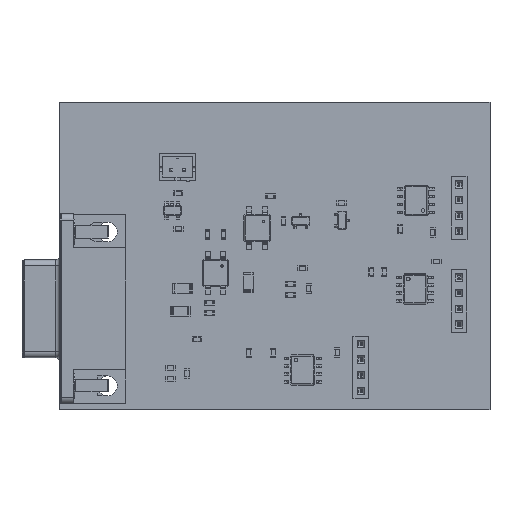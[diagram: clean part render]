
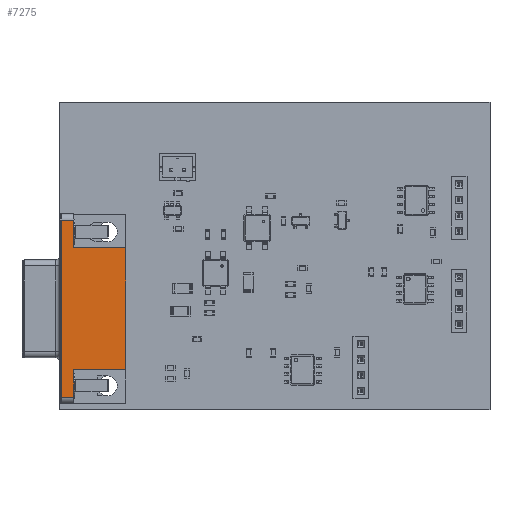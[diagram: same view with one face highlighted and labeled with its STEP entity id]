
A CAD part, top view. The second image highlights one B-rep face of the part: STEP entity #7275.
In plain terms, the highlighted planar face has unit normal (0, 0, 1).
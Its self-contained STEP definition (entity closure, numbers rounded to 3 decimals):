
#4587 = PLANE('',#4588);
#4588 = AXIS2_PLACEMENT_3D('',#4589,#4590,#4591);
#4589 = CARTESIAN_POINT('',(9.86,-7.68,12.5));
#4590 = DIRECTION('',(0.,0.,-1.));
#4591 = DIRECTION('',(-1.,0.,0.));
#5589 = VERTEX_POINT('',#5590);
#5590 = CARTESIAN_POINT('',(-19.94,-7.78,12.5));
#5626 = CYLINDRICAL_SURFACE('',#5627,1.);
#5627 = AXIS2_PLACEMENT_3D('',#5628,#5629,#5630);
#5628 = CARTESIAN_POINT('',(-19.94,-7.78,11.5));
#5629 = DIRECTION('',(0.,1.,0.));
#5630 = DIRECTION('',(0.,0.,1.));
#5698 = EDGE_CURVE('',#5699,#5589,#5701,.T.);
#5699 = VERTEX_POINT('',#5700);
#5700 = CARTESIAN_POINT('',(8.86,-7.78,12.5));
#5701 = SURFACE_CURVE('',#5702,(#5706,#5713),.PCURVE_S1.);
#5702 = LINE('',#5703,#5704);
#5703 = CARTESIAN_POINT('',(9.86,-7.78,12.5));
#5704 = VECTOR('',#5705,1.);
#5705 = DIRECTION('',(-1.,0.,0.));
#5706 = PCURVE('',#4587,#5707);
#5707 = DEFINITIONAL_REPRESENTATION('',(#5708),#5712);
#5708 = LINE('',#5709,#5710);
#5709 = CARTESIAN_POINT('',(0.,-0.1));
#5710 = VECTOR('',#5711,1.);
#5711 = DIRECTION('',(1.,0.));
#5712 = ( GEOMETRIC_REPRESENTATION_CONTEXT(2) 
PARAMETRIC_REPRESENTATION_CONTEXT() REPRESENTATION_CONTEXT('2D SPACE',''
  ) );
#5713 = PCURVE('',#5714,#5719);
#5714 = PLANE('',#5715);
#5715 = AXIS2_PLACEMENT_3D('',#5716,#5717,#5718);
#5716 = CARTESIAN_POINT('',(9.86,-7.78,12.5));
#5717 = DIRECTION('',(0.,0.,1.));
#5718 = DIRECTION('',(-1.,0.,0.));
#5719 = DEFINITIONAL_REPRESENTATION('',(#5720),#5724);
#5720 = LINE('',#5721,#5722);
#5721 = CARTESIAN_POINT('',(0.,0.));
#5722 = VECTOR('',#5723,1.);
#5723 = DIRECTION('',(1.,0.));
#5724 = ( GEOMETRIC_REPRESENTATION_CONTEXT(2) 
PARAMETRIC_REPRESENTATION_CONTEXT() REPRESENTATION_CONTEXT('2D SPACE',''
  ) );
#5767 = CYLINDRICAL_SURFACE('',#5768,1.);
#5768 = AXIS2_PLACEMENT_3D('',#5769,#5770,#5771);
#5769 = CARTESIAN_POINT('',(8.86,-7.78,11.5));
#5770 = DIRECTION('',(0.,1.,0.));
#5771 = DIRECTION('',(0.,0.,1.));
#6380 = PLANE('',#6381);
#6381 = AXIS2_PLACEMENT_3D('',#6382,#6383,#6384);
#6382 = CARTESIAN_POINT('',(-5.54,2.7,6.25));
#6383 = DIRECTION('',(0.,-1.,0.));
#6384 = DIRECTION('',(1.,0.,0.));
#7027 = PLANE('',#7028);
#7028 = AXIS2_PLACEMENT_3D('',#7029,#7030,#7031);
#7029 = CARTESIAN_POINT('',(-18.94,-5.78,8.75));
#7030 = DIRECTION('',(0.,-1.,0.));
#7031 = DIRECTION('',(1.,0.,0.));
#7120 = VERTEX_POINT('',#7121);
#7121 = CARTESIAN_POINT('',(-19.94,-5.78,12.5));
#7149 = EDGE_CURVE('',#5589,#7120,#7150,.T.);
#7150 = SURFACE_CURVE('',#7151,(#7155,#7162),.PCURVE_S1.);
#7151 = LINE('',#7152,#7153);
#7152 = CARTESIAN_POINT('',(-19.94,-7.78,12.5));
#7153 = VECTOR('',#7154,1.);
#7154 = DIRECTION('',(0.,1.,0.));
#7155 = PCURVE('',#5626,#7156);
#7156 = DEFINITIONAL_REPRESENTATION('',(#7157),#7161);
#7157 = LINE('',#7158,#7159);
#7158 = CARTESIAN_POINT('',(6.283,0.));
#7159 = VECTOR('',#7160,1.);
#7160 = DIRECTION('',(0.,1.));
#7161 = ( GEOMETRIC_REPRESENTATION_CONTEXT(2) 
PARAMETRIC_REPRESENTATION_CONTEXT() REPRESENTATION_CONTEXT('2D SPACE',''
  ) );
#7162 = PCURVE('',#5714,#7163);
#7163 = DEFINITIONAL_REPRESENTATION('',(#7164),#7168);
#7164 = LINE('',#7165,#7166);
#7165 = CARTESIAN_POINT('',(29.8,0.));
#7166 = VECTOR('',#7167,1.);
#7167 = DIRECTION('',(0.,-1.));
#7168 = ( GEOMETRIC_REPRESENTATION_CONTEXT(2) 
PARAMETRIC_REPRESENTATION_CONTEXT() REPRESENTATION_CONTEXT('2D SPACE',''
  ) );
#7264 = PLANE('',#7265);
#7265 = AXIS2_PLACEMENT_3D('',#7266,#7267,#7268);
#7266 = CARTESIAN_POINT('',(7.86,-5.78,8.75));
#7267 = DIRECTION('',(0.,-1.,0.));
#7268 = DIRECTION('',(1.,0.,0.));
#7275 = ADVANCED_FACE('',(#7276),#5714,.T.);
#7276 = FACE_BOUND('',#7277,.T.);
#7277 = EDGE_LOOP('',(#7278,#7279,#7302,#7325,#7353,#7376,#7404,#7425));
#7278 = ORIENTED_EDGE('',*,*,#5698,.F.);
#7279 = ORIENTED_EDGE('',*,*,#7280,.T.);
#7280 = EDGE_CURVE('',#5699,#7281,#7283,.T.);
#7281 = VERTEX_POINT('',#7282);
#7282 = CARTESIAN_POINT('',(8.86,-5.78,12.5));
#7283 = SURFACE_CURVE('',#7284,(#7288,#7295),.PCURVE_S1.);
#7284 = LINE('',#7285,#7286);
#7285 = CARTESIAN_POINT('',(8.86,-7.78,12.5));
#7286 = VECTOR('',#7287,1.);
#7287 = DIRECTION('',(0.,1.,0.));
#7288 = PCURVE('',#5714,#7289);
#7289 = DEFINITIONAL_REPRESENTATION('',(#7290),#7294);
#7290 = LINE('',#7291,#7292);
#7291 = CARTESIAN_POINT('',(1.,0.));
#7292 = VECTOR('',#7293,1.);
#7293 = DIRECTION('',(0.,-1.));
#7294 = ( GEOMETRIC_REPRESENTATION_CONTEXT(2) 
PARAMETRIC_REPRESENTATION_CONTEXT() REPRESENTATION_CONTEXT('2D SPACE',''
  ) );
#7295 = PCURVE('',#5767,#7296);
#7296 = DEFINITIONAL_REPRESENTATION('',(#7297),#7301);
#7297 = LINE('',#7298,#7299);
#7298 = CARTESIAN_POINT('',(0.,0.));
#7299 = VECTOR('',#7300,1.);
#7300 = DIRECTION('',(0.,1.));
#7301 = ( GEOMETRIC_REPRESENTATION_CONTEXT(2) 
PARAMETRIC_REPRESENTATION_CONTEXT() REPRESENTATION_CONTEXT('2D SPACE',''
  ) );
#7302 = ORIENTED_EDGE('',*,*,#7303,.F.);
#7303 = EDGE_CURVE('',#7304,#7281,#7306,.T.);
#7304 = VERTEX_POINT('',#7305);
#7305 = CARTESIAN_POINT('',(4.36,-5.78,12.5));
#7306 = SURFACE_CURVE('',#7307,(#7311,#7318),.PCURVE_S1.);
#7307 = LINE('',#7308,#7309);
#7308 = CARTESIAN_POINT('',(8.86,-5.78,12.5));
#7309 = VECTOR('',#7310,1.);
#7310 = DIRECTION('',(1.,0.,0.));
#7311 = PCURVE('',#5714,#7312);
#7312 = DEFINITIONAL_REPRESENTATION('',(#7313),#7317);
#7313 = LINE('',#7314,#7315);
#7314 = CARTESIAN_POINT('',(1.,-2.));
#7315 = VECTOR('',#7316,1.);
#7316 = DIRECTION('',(-1.,0.));
#7317 = ( GEOMETRIC_REPRESENTATION_CONTEXT(2) 
PARAMETRIC_REPRESENTATION_CONTEXT() REPRESENTATION_CONTEXT('2D SPACE',''
  ) );
#7318 = PCURVE('',#7264,#7319);
#7319 = DEFINITIONAL_REPRESENTATION('',(#7320),#7324);
#7320 = LINE('',#7321,#7322);
#7321 = CARTESIAN_POINT('',(1.,3.75));
#7322 = VECTOR('',#7323,1.);
#7323 = DIRECTION('',(1.,0.));
#7324 = ( GEOMETRIC_REPRESENTATION_CONTEXT(2) 
PARAMETRIC_REPRESENTATION_CONTEXT() REPRESENTATION_CONTEXT('2D SPACE',''
  ) );
#7325 = ORIENTED_EDGE('',*,*,#7326,.F.);
#7326 = EDGE_CURVE('',#7327,#7304,#7329,.T.);
#7327 = VERTEX_POINT('',#7328);
#7328 = CARTESIAN_POINT('',(4.36,2.7,12.5));
#7329 = SURFACE_CURVE('',#7330,(#7334,#7341),.PCURVE_S1.);
#7330 = LINE('',#7331,#7332);
#7331 = CARTESIAN_POINT('',(4.36,-6.78,12.5));
#7332 = VECTOR('',#7333,1.);
#7333 = DIRECTION('',(0.,-1.,0.));
#7334 = PCURVE('',#5714,#7335);
#7335 = DEFINITIONAL_REPRESENTATION('',(#7336),#7340);
#7336 = LINE('',#7337,#7338);
#7337 = CARTESIAN_POINT('',(5.5,-1.));
#7338 = VECTOR('',#7339,1.);
#7339 = DIRECTION('',(0.,1.));
#7340 = ( GEOMETRIC_REPRESENTATION_CONTEXT(2) 
PARAMETRIC_REPRESENTATION_CONTEXT() REPRESENTATION_CONTEXT('2D SPACE',''
  ) );
#7341 = PCURVE('',#7342,#7347);
#7342 = PLANE('',#7343);
#7343 = AXIS2_PLACEMENT_3D('',#7344,#7345,#7346);
#7344 = CARTESIAN_POINT('',(4.36,-5.78,15.));
#7345 = DIRECTION('',(-1.,0.,0.));
#7346 = DIRECTION('',(0.,0.,-1.));
#7347 = DEFINITIONAL_REPRESENTATION('',(#7348),#7352);
#7348 = LINE('',#7349,#7350);
#7349 = CARTESIAN_POINT('',(2.5,1.));
#7350 = VECTOR('',#7351,1.);
#7351 = DIRECTION('',(0.,1.));
#7352 = ( GEOMETRIC_REPRESENTATION_CONTEXT(2) 
PARAMETRIC_REPRESENTATION_CONTEXT() REPRESENTATION_CONTEXT('2D SPACE',''
  ) );
#7353 = ORIENTED_EDGE('',*,*,#7354,.T.);
#7354 = EDGE_CURVE('',#7327,#7355,#7357,.T.);
#7355 = VERTEX_POINT('',#7356);
#7356 = CARTESIAN_POINT('',(-15.44,2.7,12.5));
#7357 = SURFACE_CURVE('',#7358,(#7362,#7369),.PCURVE_S1.);
#7358 = LINE('',#7359,#7360);
#7359 = CARTESIAN_POINT('',(9.86,2.7,12.5));
#7360 = VECTOR('',#7361,1.);
#7361 = DIRECTION('',(-1.,0.,0.));
#7362 = PCURVE('',#5714,#7363);
#7363 = DEFINITIONAL_REPRESENTATION('',(#7364),#7368);
#7364 = LINE('',#7365,#7366);
#7365 = CARTESIAN_POINT('',(0.,-10.48));
#7366 = VECTOR('',#7367,1.);
#7367 = DIRECTION('',(1.,0.));
#7368 = ( GEOMETRIC_REPRESENTATION_CONTEXT(2) 
PARAMETRIC_REPRESENTATION_CONTEXT() REPRESENTATION_CONTEXT('2D SPACE',''
  ) );
#7369 = PCURVE('',#6380,#7370);
#7370 = DEFINITIONAL_REPRESENTATION('',(#7371),#7375);
#7371 = LINE('',#7372,#7373);
#7372 = CARTESIAN_POINT('',(15.4,6.25));
#7373 = VECTOR('',#7374,1.);
#7374 = DIRECTION('',(-1.,0.));
#7375 = ( GEOMETRIC_REPRESENTATION_CONTEXT(2) 
PARAMETRIC_REPRESENTATION_CONTEXT() REPRESENTATION_CONTEXT('2D SPACE',''
  ) );
#7376 = ORIENTED_EDGE('',*,*,#7377,.F.);
#7377 = EDGE_CURVE('',#7378,#7355,#7380,.T.);
#7378 = VERTEX_POINT('',#7379);
#7379 = CARTESIAN_POINT('',(-15.44,-5.78,12.5));
#7380 = SURFACE_CURVE('',#7381,(#7385,#7392),.PCURVE_S1.);
#7381 = LINE('',#7382,#7383);
#7382 = CARTESIAN_POINT('',(-15.44,-6.78,12.5));
#7383 = VECTOR('',#7384,1.);
#7384 = DIRECTION('',(0.,1.,0.));
#7385 = PCURVE('',#5714,#7386);
#7386 = DEFINITIONAL_REPRESENTATION('',(#7387),#7391);
#7387 = LINE('',#7388,#7389);
#7388 = CARTESIAN_POINT('',(25.3,-1.));
#7389 = VECTOR('',#7390,1.);
#7390 = DIRECTION('',(0.,-1.));
#7391 = ( GEOMETRIC_REPRESENTATION_CONTEXT(2) 
PARAMETRIC_REPRESENTATION_CONTEXT() REPRESENTATION_CONTEXT('2D SPACE',''
  ) );
#7392 = PCURVE('',#7393,#7398);
#7393 = PLANE('',#7394);
#7394 = AXIS2_PLACEMENT_3D('',#7395,#7396,#7397);
#7395 = CARTESIAN_POINT('',(-15.44,-5.78,2.5));
#7396 = DIRECTION('',(1.,0.,0.));
#7397 = DIRECTION('',(0.,0.,1.));
#7398 = DEFINITIONAL_REPRESENTATION('',(#7399),#7403);
#7399 = LINE('',#7400,#7401);
#7400 = CARTESIAN_POINT('',(10.,1.));
#7401 = VECTOR('',#7402,1.);
#7402 = DIRECTION('',(0.,-1.));
#7403 = ( GEOMETRIC_REPRESENTATION_CONTEXT(2) 
PARAMETRIC_REPRESENTATION_CONTEXT() REPRESENTATION_CONTEXT('2D SPACE',''
  ) );
#7404 = ORIENTED_EDGE('',*,*,#7405,.F.);
#7405 = EDGE_CURVE('',#7120,#7378,#7406,.T.);
#7406 = SURFACE_CURVE('',#7407,(#7411,#7418),.PCURVE_S1.);
#7407 = LINE('',#7408,#7409);
#7408 = CARTESIAN_POINT('',(-4.54,-5.78,12.5));
#7409 = VECTOR('',#7410,1.);
#7410 = DIRECTION('',(1.,0.,0.));
#7411 = PCURVE('',#5714,#7412);
#7412 = DEFINITIONAL_REPRESENTATION('',(#7413),#7417);
#7413 = LINE('',#7414,#7415);
#7414 = CARTESIAN_POINT('',(14.4,-2.));
#7415 = VECTOR('',#7416,1.);
#7416 = DIRECTION('',(-1.,0.));
#7417 = ( GEOMETRIC_REPRESENTATION_CONTEXT(2) 
PARAMETRIC_REPRESENTATION_CONTEXT() REPRESENTATION_CONTEXT('2D SPACE',''
  ) );
#7418 = PCURVE('',#7027,#7419);
#7419 = DEFINITIONAL_REPRESENTATION('',(#7420),#7424);
#7420 = LINE('',#7421,#7422);
#7421 = CARTESIAN_POINT('',(14.4,3.75));
#7422 = VECTOR('',#7423,1.);
#7423 = DIRECTION('',(1.,0.));
#7424 = ( GEOMETRIC_REPRESENTATION_CONTEXT(2) 
PARAMETRIC_REPRESENTATION_CONTEXT() REPRESENTATION_CONTEXT('2D SPACE',''
  ) );
#7425 = ORIENTED_EDGE('',*,*,#7149,.F.);
